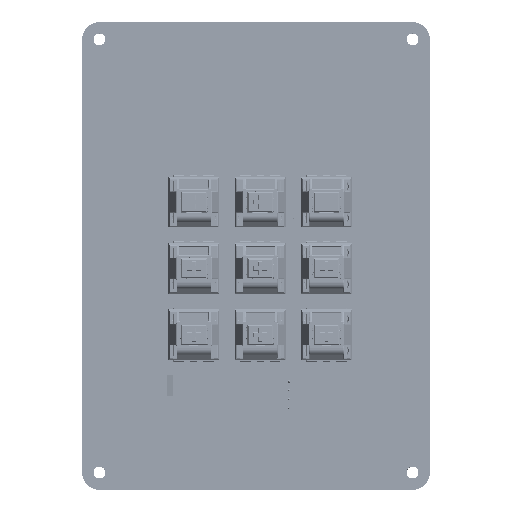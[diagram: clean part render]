
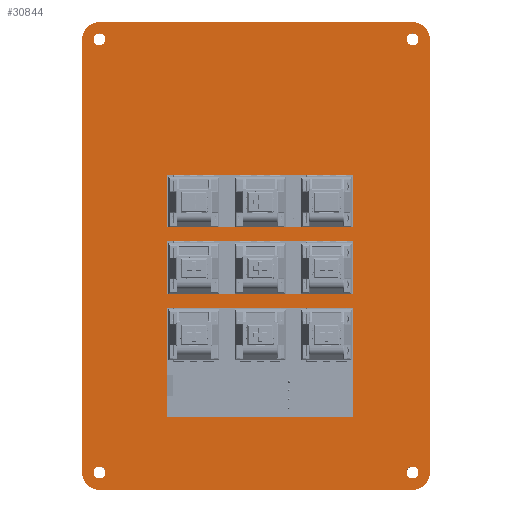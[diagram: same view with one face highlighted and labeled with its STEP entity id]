
A CAD part, top view. The second image highlights one B-rep face of the part: STEP entity #30844.
In plain terms, the highlighted planar face has unit normal (0, 0, 1).
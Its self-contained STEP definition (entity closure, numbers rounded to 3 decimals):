
#1090=FACE_BOUND('',#5550,.T.);
#1091=FACE_BOUND('',#5551,.T.);
#1092=FACE_BOUND('',#5552,.T.);
#1093=FACE_BOUND('',#5553,.T.);
#1094=FACE_BOUND('',#5554,.T.);
#1095=FACE_BOUND('',#5555,.T.);
#1096=FACE_BOUND('',#5556,.T.);
#2080=PLANE('',#33334);
#3676=FACE_OUTER_BOUND('',#5549,.T.);
#5549=EDGE_LOOP('',(#27540,#27541,#27542,#27543,#27544,#27545,#27546,#27547));
#5550=EDGE_LOOP('',(#27548,#27549,#27550,#27551));
#5551=EDGE_LOOP('',(#27552,#27553,#27554,#27555));
#5552=EDGE_LOOP('',(#27556,#27557,#27558,#27559));
#5553=EDGE_LOOP('',(#27560));
#5554=EDGE_LOOP('',(#27561));
#5555=EDGE_LOOP('',(#27562));
#5556=EDGE_LOOP('',(#27563));
#8572=LINE('',#65538,#11609);
#8573=LINE('',#65544,#11610);
#8574=LINE('',#65548,#11611);
#8575=LINE('',#65552,#11612);
#8576=LINE('',#65555,#11613);
#8577=LINE('',#65557,#11614);
#8578=LINE('',#65559,#11615);
#8579=LINE('',#65560,#11616);
#8580=LINE('',#65563,#11617);
#8581=LINE('',#65565,#11618);
#8582=LINE('',#65567,#11619);
#8583=LINE('',#65568,#11620);
#8584=LINE('',#65571,#11621);
#8585=LINE('',#65573,#11622);
#8586=LINE('',#65575,#11623);
#8587=LINE('',#65576,#11624);
#11609=VECTOR('',#41057,10.);
#11610=VECTOR('',#41062,10.);
#11611=VECTOR('',#41065,10.);
#11612=VECTOR('',#41068,10.);
#11613=VECTOR('',#41071,10.);
#11614=VECTOR('',#41072,10.);
#11615=VECTOR('',#41073,10.);
#11616=VECTOR('',#41074,10.);
#11617=VECTOR('',#41075,10.);
#11618=VECTOR('',#41076,10.);
#11619=VECTOR('',#41077,10.);
#11620=VECTOR('',#41078,10.);
#11621=VECTOR('',#41079,10.);
#11622=VECTOR('',#41080,10.);
#11623=VECTOR('',#41081,10.);
#11624=VECTOR('',#41082,10.);
#12393=CIRCLE('',#33335,5.);
#12394=CIRCLE('',#33336,5.);
#12395=CIRCLE('',#33337,5.);
#12396=CIRCLE('',#33338,5.);
#12397=CIRCLE('',#33339,1.7);
#12398=CIRCLE('',#33340,1.7);
#12399=CIRCLE('',#33341,1.7);
#12400=CIRCLE('',#33342,1.7);
#15054=VERTEX_POINT('',#65532);
#15056=VERTEX_POINT('',#65536);
#15057=VERTEX_POINT('',#65540);
#15058=VERTEX_POINT('',#65541);
#15059=VERTEX_POINT('',#65543);
#15060=VERTEX_POINT('',#65545);
#15061=VERTEX_POINT('',#65547);
#15062=VERTEX_POINT('',#65549);
#15063=VERTEX_POINT('',#65551);
#15064=VERTEX_POINT('',#65553);
#15065=VERTEX_POINT('',#65556);
#15066=VERTEX_POINT('',#65558);
#15067=VERTEX_POINT('',#65561);
#15068=VERTEX_POINT('',#65562);
#15069=VERTEX_POINT('',#65564);
#15070=VERTEX_POINT('',#65566);
#15071=VERTEX_POINT('',#65569);
#15072=VERTEX_POINT('',#65570);
#15073=VERTEX_POINT('',#65572);
#15074=VERTEX_POINT('',#65574);
#15075=VERTEX_POINT('',#65577);
#15076=VERTEX_POINT('',#65579);
#15077=VERTEX_POINT('',#65581);
#15078=VERTEX_POINT('',#65583);
#19225=EDGE_CURVE('',#15054,#15056,#8572,.T.);
#19226=EDGE_CURVE('',#15057,#15058,#12393,.T.);
#19227=EDGE_CURVE('',#15058,#15059,#8573,.T.);
#19228=EDGE_CURVE('',#15059,#15060,#12394,.T.);
#19229=EDGE_CURVE('',#15060,#15061,#8574,.T.);
#19230=EDGE_CURVE('',#15061,#15062,#12395,.T.);
#19231=EDGE_CURVE('',#15062,#15063,#8575,.T.);
#19232=EDGE_CURVE('',#15063,#15064,#12396,.T.);
#19233=EDGE_CURVE('',#15064,#15057,#8576,.T.);
#19234=EDGE_CURVE('',#15065,#15054,#8577,.T.);
#19235=EDGE_CURVE('',#15056,#15066,#8578,.T.);
#19236=EDGE_CURVE('',#15066,#15065,#8579,.T.);
#19237=EDGE_CURVE('',#15067,#15068,#8580,.T.);
#19238=EDGE_CURVE('',#15068,#15069,#8581,.T.);
#19239=EDGE_CURVE('',#15069,#15070,#8582,.T.);
#19240=EDGE_CURVE('',#15070,#15067,#8583,.T.);
#19241=EDGE_CURVE('',#15071,#15072,#8584,.T.);
#19242=EDGE_CURVE('',#15072,#15073,#8585,.T.);
#19243=EDGE_CURVE('',#15073,#15074,#8586,.T.);
#19244=EDGE_CURVE('',#15074,#15071,#8587,.T.);
#19245=EDGE_CURVE('',#15075,#15075,#12397,.T.);
#19246=EDGE_CURVE('',#15076,#15076,#12398,.T.);
#19247=EDGE_CURVE('',#15077,#15077,#12399,.T.);
#19248=EDGE_CURVE('',#15078,#15078,#12400,.T.);
#27540=ORIENTED_EDGE('',*,*,#19226,.T.);
#27541=ORIENTED_EDGE('',*,*,#19227,.T.);
#27542=ORIENTED_EDGE('',*,*,#19228,.T.);
#27543=ORIENTED_EDGE('',*,*,#19229,.T.);
#27544=ORIENTED_EDGE('',*,*,#19230,.T.);
#27545=ORIENTED_EDGE('',*,*,#19231,.T.);
#27546=ORIENTED_EDGE('',*,*,#19232,.T.);
#27547=ORIENTED_EDGE('',*,*,#19233,.T.);
#27548=ORIENTED_EDGE('',*,*,#19234,.T.);
#27549=ORIENTED_EDGE('',*,*,#19225,.T.);
#27550=ORIENTED_EDGE('',*,*,#19235,.T.);
#27551=ORIENTED_EDGE('',*,*,#19236,.T.);
#27552=ORIENTED_EDGE('',*,*,#19237,.T.);
#27553=ORIENTED_EDGE('',*,*,#19238,.T.);
#27554=ORIENTED_EDGE('',*,*,#19239,.T.);
#27555=ORIENTED_EDGE('',*,*,#19240,.T.);
#27556=ORIENTED_EDGE('',*,*,#19241,.T.);
#27557=ORIENTED_EDGE('',*,*,#19242,.T.);
#27558=ORIENTED_EDGE('',*,*,#19243,.T.);
#27559=ORIENTED_EDGE('',*,*,#19244,.T.);
#27560=ORIENTED_EDGE('',*,*,#19245,.T.);
#27561=ORIENTED_EDGE('',*,*,#19246,.T.);
#27562=ORIENTED_EDGE('',*,*,#19247,.T.);
#27563=ORIENTED_EDGE('',*,*,#19248,.T.);
#30844=ADVANCED_FACE('',(#3676,#1090,#1091,#1092,#1093,#1094,#1095,#1096),
#2080,.T.);
#33334=AXIS2_PLACEMENT_3D('',#65539,#41058,#41059);
#33335=AXIS2_PLACEMENT_3D('',#65542,#41060,#41061);
#33336=AXIS2_PLACEMENT_3D('',#65546,#41063,#41064);
#33337=AXIS2_PLACEMENT_3D('',#65550,#41066,#41067);
#33338=AXIS2_PLACEMENT_3D('',#65554,#41069,#41070);
#33339=AXIS2_PLACEMENT_3D('',#65578,#41083,#41084);
#33340=AXIS2_PLACEMENT_3D('',#65580,#41085,#41086);
#33341=AXIS2_PLACEMENT_3D('',#65582,#41087,#41088);
#33342=AXIS2_PLACEMENT_3D('',#65584,#41089,#41090);
#41057=DIRECTION('',(-1.,0.,0.));
#41058=DIRECTION('center_axis',(0.,0.,1.));
#41059=DIRECTION('ref_axis',(-1.,0.,0.));
#41060=DIRECTION('center_axis',(0.,0.,1.));
#41061=DIRECTION('ref_axis',(-0.707,-0.707,0.));
#41062=DIRECTION('',(1.,0.,0.));
#41063=DIRECTION('center_axis',(0.,0.,1.));
#41064=DIRECTION('ref_axis',(0.707,-0.707,0.));
#41065=DIRECTION('',(0.,1.,0.));
#41066=DIRECTION('center_axis',(0.,0.,1.));
#41067=DIRECTION('ref_axis',(0.707,0.707,0.));
#41068=DIRECTION('',(-1.,0.,0.));
#41069=DIRECTION('center_axis',(0.,0.,1.));
#41070=DIRECTION('ref_axis',(-0.707,0.707,0.));
#41071=DIRECTION('',(0.,-1.,0.));
#41072=DIRECTION('',(0.,-1.,0.));
#41073=DIRECTION('',(0.,1.,0.));
#41074=DIRECTION('',(1.,0.,0.));
#41075=DIRECTION('',(0.,-1.,0.));
#41076=DIRECTION('',(-1.,0.,0.));
#41077=DIRECTION('',(0.,1.,0.));
#41078=DIRECTION('',(1.,0.,0.));
#41079=DIRECTION('',(0.,-1.,0.));
#41080=DIRECTION('',(-1.,0.,0.));
#41081=DIRECTION('',(0.,1.,0.));
#41082=DIRECTION('',(1.,0.,0.));
#41083=DIRECTION('center_axis',(0.,0.,-1.));
#41084=DIRECTION('ref_axis',(-1.,0.,0.));
#41085=DIRECTION('center_axis',(0.,0.,-1.));
#41086=DIRECTION('ref_axis',(-1.,0.,0.));
#41087=DIRECTION('center_axis',(0.,0.,-1.));
#41088=DIRECTION('ref_axis',(-1.,0.,0.));
#41089=DIRECTION('center_axis',(0.,0.,-1.));
#41090=DIRECTION('ref_axis',(-1.,0.,0.));
#65532=CARTESIAN_POINT('',(41.703,-0.034,15.145));
#65536=CARTESIAN_POINT('',(-11.797,-0.034,15.145));
#65538=CARTESIAN_POINT('',(27.702,-0.034,15.145));
#65539=CARTESIAN_POINT('Origin',(13.702,10.781,15.145));
#65540=CARTESIAN_POINT('',(-36.298,-51.469,15.145));
#65541=CARTESIAN_POINT('',(-31.298,-56.469,15.145));
#65542=CARTESIAN_POINT('Origin',(-31.298,-51.469,15.145));
#65543=CARTESIAN_POINT('',(58.702,-56.469,15.145));
#65544=CARTESIAN_POINT('',(63.702,-56.469,15.145));
#65545=CARTESIAN_POINT('',(63.702,-51.469,15.145));
#65546=CARTESIAN_POINT('Origin',(58.702,-51.469,15.145));
#65547=CARTESIAN_POINT('',(63.702,73.031,15.145));
#65548=CARTESIAN_POINT('',(63.702,78.031,15.145));
#65549=CARTESIAN_POINT('',(58.702,78.031,15.145));
#65550=CARTESIAN_POINT('Origin',(58.702,73.031,15.145));
#65551=CARTESIAN_POINT('',(-31.298,78.031,15.145));
#65552=CARTESIAN_POINT('',(-36.298,78.031,15.145));
#65553=CARTESIAN_POINT('',(-36.298,73.031,15.145));
#65554=CARTESIAN_POINT('Origin',(-31.298,73.031,15.145));
#65555=CARTESIAN_POINT('',(-36.298,-56.469,15.145));
#65556=CARTESIAN_POINT('',(41.703,14.954,15.145));
#65557=CARTESIAN_POINT('',(41.703,5.624,15.145));
#65558=CARTESIAN_POINT('',(-11.797,14.954,15.145));
#65559=CARTESIAN_POINT('',(-11.797,12.117,15.145));
#65560=CARTESIAN_POINT('',(27.702,14.954,15.145));
#65561=CARTESIAN_POINT('',(41.703,-4.253,15.145));
#65562=CARTESIAN_POINT('',(41.703,-35.468,15.145));
#65563=CARTESIAN_POINT('',(41.703,39.407,15.145));
#65564=CARTESIAN_POINT('',(-11.797,-35.468,15.145));
#65565=CARTESIAN_POINT('',(33.702,-35.468,15.145));
#65566=CARTESIAN_POINT('',(-11.797,-4.253,15.145));
#65567=CARTESIAN_POINT('',(-11.797,2.514,15.145));
#65568=CARTESIAN_POINT('',(27.702,-4.253,15.145));
#65569=CARTESIAN_POINT('',(41.703,34.032,15.145));
#65570=CARTESIAN_POINT('',(41.703,19.031,15.145));
#65571=CARTESIAN_POINT('',(41.703,15.156,15.145));
#65572=CARTESIAN_POINT('',(-11.797,19.031,15.145));
#65573=CARTESIAN_POINT('',(27.702,19.031,15.145));
#65574=CARTESIAN_POINT('',(-11.797,34.032,15.145));
#65575=CARTESIAN_POINT('',(-11.797,-17.843,15.145));
#65576=CARTESIAN_POINT('',(-6.298,34.032,15.145));
#65577=CARTESIAN_POINT('',(60.402,73.031,15.145));
#65578=CARTESIAN_POINT('Origin',(58.702,73.031,15.145));
#65579=CARTESIAN_POINT('',(-29.598,73.031,15.145));
#65580=CARTESIAN_POINT('Origin',(-31.298,73.031,15.145));
#65581=CARTESIAN_POINT('',(-29.598,-51.469,15.145));
#65582=CARTESIAN_POINT('Origin',(-31.298,-51.469,15.145));
#65583=CARTESIAN_POINT('',(60.402,-51.469,15.145));
#65584=CARTESIAN_POINT('Origin',(58.702,-51.469,15.145));
